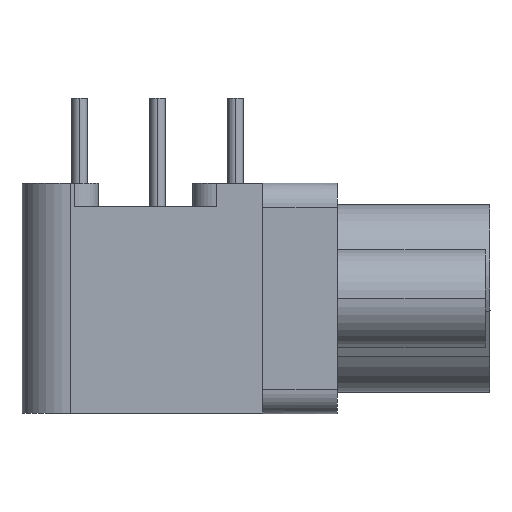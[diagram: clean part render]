
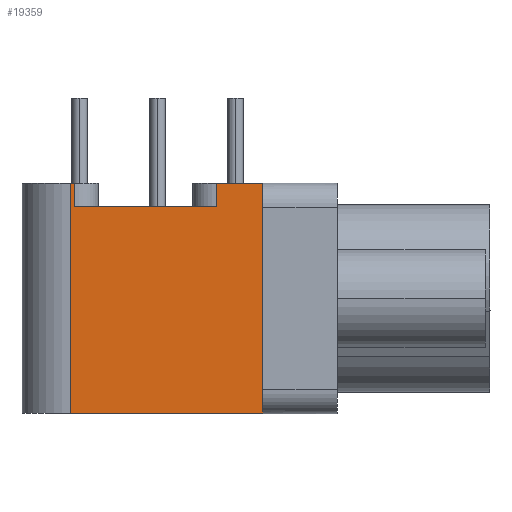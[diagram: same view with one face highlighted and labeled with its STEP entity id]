
A CAD part, left-side view. The second image highlights one B-rep face of the part: STEP entity #19359.
In plain terms, the highlighted planar face has unit normal (-1, 0, 0).
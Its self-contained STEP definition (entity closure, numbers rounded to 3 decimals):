
#142=DIRECTION('',(0.,1.,0.));
#143=VECTOR('',#142,1.509);
#144=CARTESIAN_POINT('',(-14.605,2.425,3.76));
#145=LINE('',#144,#143);
#365=DIRECTION('',(0.,1.,0.));
#366=VECTOR('',#365,6.27);
#367=CARTESIAN_POINT('',(-14.605,2.425,-3.74));
#368=LINE('',#367,#366);
#369=DIRECTION('',(0.,0.,1.));
#370=VECTOR('',#369,7.5);
#371=CARTESIAN_POINT('',(-14.605,8.695,-3.74));
#372=LINE('',#371,#370);
#373=DIRECTION('',(0.,0.,1.));
#374=VECTOR('',#373,0.76);
#375=CARTESIAN_POINT('',(-14.605,8.564,3.));
#376=LINE('',#375,#374);
#377=DIRECTION('',(0.,0.,-1.));
#378=VECTOR('',#377,0.76);
#379=CARTESIAN_POINT('',(-14.605,3.934,3.76));
#380=LINE('',#379,#378);
#381=DIRECTION('',(0.,0.,-1.));
#382=VECTOR('',#381,7.3);
#383=CARTESIAN_POINT('',(-14.605,2.425,3.65));
#384=LINE('',#383,#382);
#408=DIRECTION('',(0.,0.,1.));
#409=VECTOR('',#408,0.11);
#410=CARTESIAN_POINT('',(-14.605,2.425,3.65));
#411=LINE('',#410,#409);
#433=DIRECTION('',(0.,0.,1.));
#434=VECTOR('',#433,0.09);
#435=CARTESIAN_POINT('',(-14.605,2.425,-3.74));
#436=LINE('',#435,#434);
#856=DIRECTION('',(0.,1.,0.));
#857=VECTOR('',#856,4.63);
#858=CARTESIAN_POINT('',(-14.605,3.934,3.));
#859=LINE('',#858,#857);
#1252=DIRECTION('',(0.,1.,0.));
#1253=VECTOR('',#1252,0.131);
#1254=CARTESIAN_POINT('',(-14.605,8.564,3.76));
#1255=LINE('',#1254,#1253);
#18004=CARTESIAN_POINT('',(-14.605,8.695,3.76));
#18006=VERTEX_POINT('',#18004);
#18007=CARTESIAN_POINT('',(-14.605,8.695,-3.74));
#18008=VERTEX_POINT('',#18007);
#18011=CARTESIAN_POINT('',(-14.605,2.425,-3.74));
#18012=VERTEX_POINT('',#18011);
#18100=CARTESIAN_POINT('',(-14.605,3.934,3.76));
#18101=VERTEX_POINT('',#18100);
#18102=CARTESIAN_POINT('',(-14.605,3.934,3.));
#18103=VERTEX_POINT('',#18102);
#18120=CARTESIAN_POINT('',(-14.605,8.564,3.76));
#18122=VERTEX_POINT('',#18120);
#18126=CARTESIAN_POINT('',(-14.605,8.564,3.));
#18127=VERTEX_POINT('',#18126);
#18128=CARTESIAN_POINT('',(-14.605,2.425,3.76));
#18129=VERTEX_POINT('',#18128);
#18613=CARTESIAN_POINT('',(-14.605,2.425,-3.65));
#18615=VERTEX_POINT('',#18613);
#18616=CARTESIAN_POINT('',(-14.605,2.425,3.65));
#18618=VERTEX_POINT('',#18616);
#19334=CARTESIAN_POINT('',(-14.605,2.425,-3.74));
#19335=DIRECTION('',(-1.,0.,0.));
#19336=DIRECTION('',(0.,0.,1.));
#19337=AXIS2_PLACEMENT_3D('',#19334,#19335,#19336);
#19338=PLANE('',#19337);
#19340=ORIENTED_EDGE('',*,*,#19339,.T.);
#19342=ORIENTED_EDGE('',*,*,#19341,.F.);
#19344=ORIENTED_EDGE('',*,*,#19343,.T.);
#19346=ORIENTED_EDGE('',*,*,#19345,.T.);
#19348=ORIENTED_EDGE('',*,*,#19347,.F.);
#19350=ORIENTED_EDGE('',*,*,#19349,.F.);
#19352=ORIENTED_EDGE('',*,*,#19351,.F.);
#19353=ORIENTED_EDGE('',*,*,#19327,.F.);
#19354=ORIENTED_EDGE('',*,*,#19037,.F.);
#19356=ORIENTED_EDGE('',*,*,#19355,.F.);
#19357=EDGE_LOOP('',(#19340,#19342,#19344,#19346,#19348,#19350,#19352,#19353,
#19354,#19356));
#19358=FACE_OUTER_BOUND('',#19357,.F.);
#19359=ADVANCED_FACE('',(#19358),#19338,.T.);
#19037=EDGE_CURVE('',#18129,#18101,#145,.T.);
#19327=EDGE_CURVE('',#18101,#18103,#380,.T.);
#19339=EDGE_CURVE('',#18618,#18615,#384,.T.);
#19341=EDGE_CURVE('',#18012,#18615,#436,.T.);
#19343=EDGE_CURVE('',#18012,#18008,#368,.T.);
#19345=EDGE_CURVE('',#18008,#18006,#372,.T.);
#19347=EDGE_CURVE('',#18122,#18006,#1255,.T.);
#19349=EDGE_CURVE('',#18127,#18122,#376,.T.);
#19351=EDGE_CURVE('',#18103,#18127,#859,.T.);
#19355=EDGE_CURVE('',#18618,#18129,#411,.T.);
